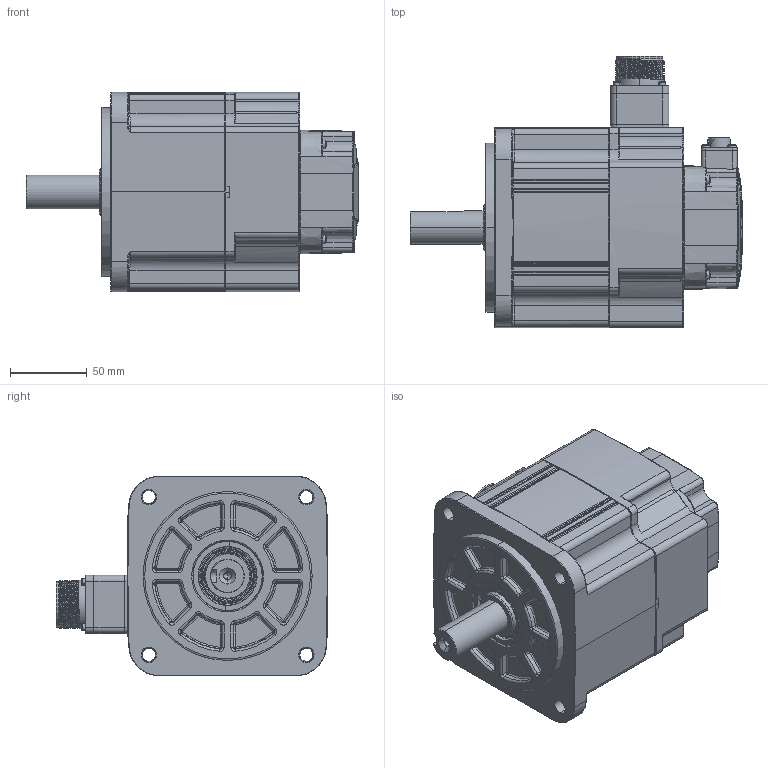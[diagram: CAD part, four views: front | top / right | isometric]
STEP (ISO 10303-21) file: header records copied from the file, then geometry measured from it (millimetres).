
FILE_DESCRIPTION (( 'STEP AP214' ), '1' );
FILE_NAME ('EM3G09D（抱闸）.STEP', '2023-11-15T08:41:02', ( '' ), ( '' ), 'SwSTEP 2.0', 'SolidWorks 2018', '' );
FILE_SCHEMA (( 'AUTOMOTIVE_DESIGN' ));
Length unit declared in the file: millimetre
Products named in the file (1): EM3G09Dㄗ惕掅ㄘ
Bounding box: 216 x 176.5 x 130 mm (x, y, z)
Surface area: 146823.1 mm2 (no closed solid volume)
Topology: 0 solids, 46 shells, 3306 faces, 8245 edges, 5128 vertices
Faces by surface type: plane 1308, cylinder 916, bspline 507, cone 266, torus 257, sphere 52
Entity records: 162720 total; most frequent: CARTESIAN_POINT 51483, ORIENTED_EDGE 15952, DIRECTION 15064, EDGE_CURVE 8131, AXIS2_PLACEMENT_3D 5434, VERTEX_POINT 5116, LINE 4196, VECTOR 4196
